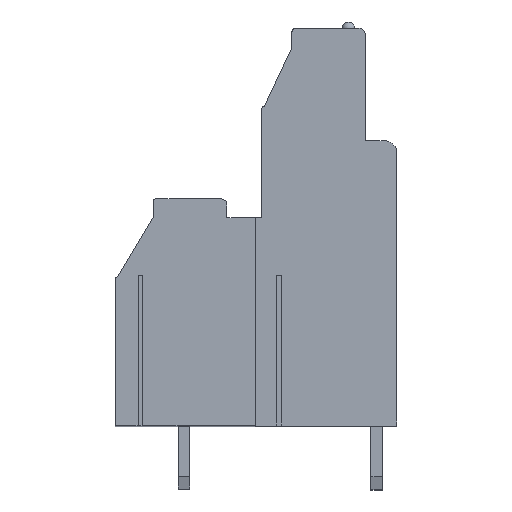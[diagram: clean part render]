
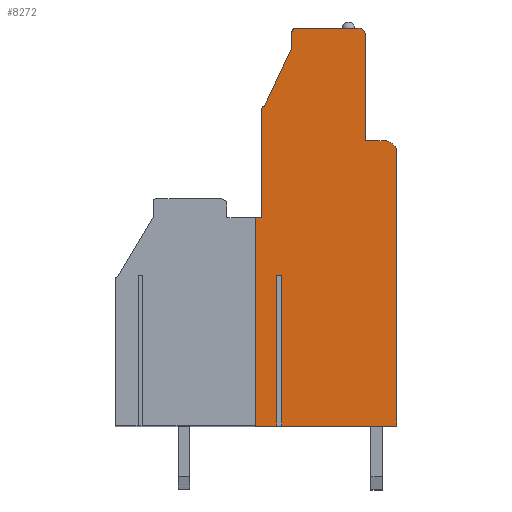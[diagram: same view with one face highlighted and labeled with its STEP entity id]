
A CAD part, top view. The second image highlights one B-rep face of the part: STEP entity #8272.
In plain terms, the highlighted planar face has unit normal (0, 0, 1).
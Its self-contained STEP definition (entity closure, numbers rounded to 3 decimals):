
#13=DIRECTION('',(0.,-1.,0.));
#14=VECTOR('',#13,8.6);
#15=CARTESIAN_POINT('',(-5.15,8.6,38.1));
#16=LINE('',#15,#14);
#17=CARTESIAN_POINT('',(-4.95,8.6,38.1));
#18=DIRECTION('',(0.,0.,1.));
#19=DIRECTION('',(0.,1.,0.));
#20=AXIS2_PLACEMENT_3D('',#17,#18,#19);
#22=DIRECTION('',(-0.424,-0.906,0.));
#23=VECTOR('',#22,5.189);
#24=CARTESIAN_POINT('',(-2.75,13.5,38.1));
#25=LINE('',#24,#23);
#26=DIRECTION('',(0.,-1.,0.));
#27=VECTOR('',#26,1.2);
#28=CARTESIAN_POINT('',(-2.75,14.7,38.1));
#29=LINE('',#28,#27);
#30=CARTESIAN_POINT('',(-2.45,14.7,38.1));
#31=DIRECTION('',(0.,0.,1.));
#32=DIRECTION('',(0.,1.,0.));
#33=AXIS2_PLACEMENT_3D('',#30,#31,#32);
#35=DIRECTION('',(-1.,0.,0.));
#36=VECTOR('',#35,5.);
#37=CARTESIAN_POINT('',(2.55,15.,38.1));
#38=LINE('',#37,#36);
#39=CARTESIAN_POINT('',(2.55,14.5,38.1));
#40=DIRECTION('',(0.,0.,1.));
#41=DIRECTION('',(1.,0.,0.));
#42=AXIS2_PLACEMENT_3D('',#39,#40,#41);
#44=DIRECTION('',(0.,1.,0.));
#45=VECTOR('',#44,8.4);
#46=CARTESIAN_POINT('',(3.05,6.1,38.1));
#47=LINE('',#46,#45);
#48=DIRECTION('',(-1.,0.,0.));
#49=VECTOR('',#48,1.5);
#50=CARTESIAN_POINT('',(4.55,6.1,38.1));
#51=LINE('',#50,#49);
#52=CARTESIAN_POINT('',(4.55,5.1,38.1));
#53=DIRECTION('',(0.,0.,1.));
#54=DIRECTION('',(1.,0.,0.));
#55=AXIS2_PLACEMENT_3D('',#52,#53,#54);
#57=DIRECTION('',(0.,1.,0.));
#58=VECTOR('',#57,21.6);
#59=CARTESIAN_POINT('',(5.55,-16.5,38.1));
#60=LINE('',#59,#58);
#61=DIRECTION('',(0.,1.,0.));
#62=VECTOR('',#61,11.95);
#63=CARTESIAN_POINT('',(-3.56,-16.5,38.1));
#64=LINE('',#63,#62);
#65=DIRECTION('',(-1.,0.,0.));
#66=VECTOR('',#65,0.38);
#67=CARTESIAN_POINT('',(-3.56,-4.55,38.1));
#68=LINE('',#67,#66);
#69=DIRECTION('',(0.,1.,0.));
#70=VECTOR('',#69,11.95);
#71=CARTESIAN_POINT('',(-3.94,-16.5,38.1));
#72=LINE('',#71,#70);
#77=DIRECTION('',(0.,-1.,0.));
#78=VECTOR('',#77,16.5);
#79=CARTESIAN_POINT('',(-5.65,0.,38.1));
#80=LINE('',#79,#78);
#174=DIRECTION('',(1.,0.,0.));
#175=VECTOR('',#174,1.71);
#176=CARTESIAN_POINT('',(-5.65,-16.5,38.1));
#177=LINE('',#176,#175);
#200=DIRECTION('',(1.,0.,0.));
#201=VECTOR('',#200,9.11);
#202=CARTESIAN_POINT('',(-3.56,-16.5,38.1));
#203=LINE('',#202,#201);
#830=DIRECTION('',(-1.,0.,0.));
#831=VECTOR('',#830,0.5);
#832=CARTESIAN_POINT('',(-5.15,0.,38.1));
#833=LINE('',#832,#831);
#6347=CARTESIAN_POINT('',(5.55,-16.5,38.1));
#6348=CARTESIAN_POINT('',(5.55,5.1,38.1));
#6349=VERTEX_POINT('',#6347);
#6350=VERTEX_POINT('',#6348);
#6351=CARTESIAN_POINT('',(4.55,6.1,38.1));
#6352=VERTEX_POINT('',#6351);
#6353=CARTESIAN_POINT('',(3.05,6.1,38.1));
#6354=VERTEX_POINT('',#6353);
#6355=CARTESIAN_POINT('',(3.05,14.5,38.1));
#6356=VERTEX_POINT('',#6355);
#6357=CARTESIAN_POINT('',(2.55,15.,38.1));
#6358=VERTEX_POINT('',#6357);
#6359=CARTESIAN_POINT('',(-2.45,15.,38.1));
#6360=VERTEX_POINT('',#6359);
#6361=CARTESIAN_POINT('',(-2.75,14.7,38.1));
#6362=VERTEX_POINT('',#6361);
#6363=CARTESIAN_POINT('',(-2.75,13.5,38.1));
#6364=VERTEX_POINT('',#6363);
#6365=CARTESIAN_POINT('',(-4.95,8.8,38.1));
#6366=VERTEX_POINT('',#6365);
#6367=CARTESIAN_POINT('',(-5.15,8.6,38.1));
#6368=VERTEX_POINT('',#6367);
#6369=CARTESIAN_POINT('',(-5.15,0.,38.1));
#6370=VERTEX_POINT('',#6369);
#6415=CARTESIAN_POINT('',(-3.56,-4.55,38.1));
#6416=CARTESIAN_POINT('',(-3.94,-4.55,38.1));
#6417=VERTEX_POINT('',#6415);
#6418=VERTEX_POINT('',#6416);
#6419=CARTESIAN_POINT('',(-3.94,-16.5,38.1));
#6420=VERTEX_POINT('',#6419);
#6421=CARTESIAN_POINT('',(-3.56,-16.5,38.1));
#6422=VERTEX_POINT('',#6421);
#6589=CARTESIAN_POINT('',(-5.65,-16.5,38.1));
#6591=VERTEX_POINT('',#6589);
#6593=CARTESIAN_POINT('',(-5.65,0.,38.1));
#6594=VERTEX_POINT('',#6593);
#8229=CARTESIAN_POINT('',(0.,0.,38.1));
#8230=DIRECTION('',(0.,0.,1.));
#8231=DIRECTION('',(1.,0.,0.));
#8232=AXIS2_PLACEMENT_3D('',#8229,#8230,#8231);
#8233=PLANE('',#8232);
#8235=ORIENTED_EDGE('',*,*,#8234,.F.);
#8237=ORIENTED_EDGE('',*,*,#8236,.F.);
#8239=ORIENTED_EDGE('',*,*,#8238,.F.);
#8241=ORIENTED_EDGE('',*,*,#8240,.F.);
#8243=ORIENTED_EDGE('',*,*,#8242,.F.);
#8245=ORIENTED_EDGE('',*,*,#8244,.F.);
#8247=ORIENTED_EDGE('',*,*,#8246,.F.);
#8249=ORIENTED_EDGE('',*,*,#8248,.F.);
#8251=ORIENTED_EDGE('',*,*,#8250,.F.);
#8253=ORIENTED_EDGE('',*,*,#8252,.F.);
#8255=ORIENTED_EDGE('',*,*,#8254,.F.);
#8257=ORIENTED_EDGE('',*,*,#8256,.F.);
#8259=ORIENTED_EDGE('',*,*,#8258,.F.);
#8261=ORIENTED_EDGE('',*,*,#8260,.F.);
#8263=ORIENTED_EDGE('',*,*,#8262,.T.);
#8265=ORIENTED_EDGE('',*,*,#8264,.T.);
#8267=ORIENTED_EDGE('',*,*,#8266,.F.);
#8269=ORIENTED_EDGE('',*,*,#8268,.F.);
#8270=EDGE_LOOP('',(#8235,#8237,#8239,#8241,#8243,#8245,#8247,#8249,#8251,#8253,
#8255,#8257,#8259,#8261,#8263,#8265,#8267,#8269));
#8271=FACE_OUTER_BOUND('',#8270,.F.);
#21=CIRCLE('',#20,0.2);
#34=CIRCLE('',#33,0.3);
#43=CIRCLE('',#42,0.5);
#56=CIRCLE('',#55,1.);
#8234=EDGE_CURVE('',#6594,#6591,#80,.T.);
#8236=EDGE_CURVE('',#6370,#6594,#833,.T.);
#8238=EDGE_CURVE('',#6368,#6370,#16,.T.);
#8240=EDGE_CURVE('',#6366,#6368,#21,.T.);
#8242=EDGE_CURVE('',#6364,#6366,#25,.T.);
#8244=EDGE_CURVE('',#6362,#6364,#29,.T.);
#8246=EDGE_CURVE('',#6360,#6362,#34,.T.);
#8248=EDGE_CURVE('',#6358,#6360,#38,.T.);
#8250=EDGE_CURVE('',#6356,#6358,#43,.T.);
#8252=EDGE_CURVE('',#6354,#6356,#47,.T.);
#8254=EDGE_CURVE('',#6352,#6354,#51,.T.);
#8256=EDGE_CURVE('',#6350,#6352,#56,.T.);
#8258=EDGE_CURVE('',#6349,#6350,#60,.T.);
#8260=EDGE_CURVE('',#6422,#6349,#203,.T.);
#8262=EDGE_CURVE('',#6422,#6417,#64,.T.);
#8264=EDGE_CURVE('',#6417,#6418,#68,.T.);
#8266=EDGE_CURVE('',#6420,#6418,#72,.T.);
#8268=EDGE_CURVE('',#6591,#6420,#177,.T.);
#8272=ADVANCED_FACE('',(#8271),#8233,.T.);
